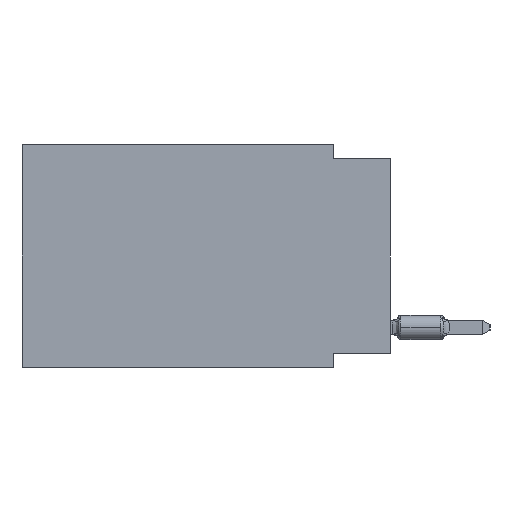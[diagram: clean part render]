
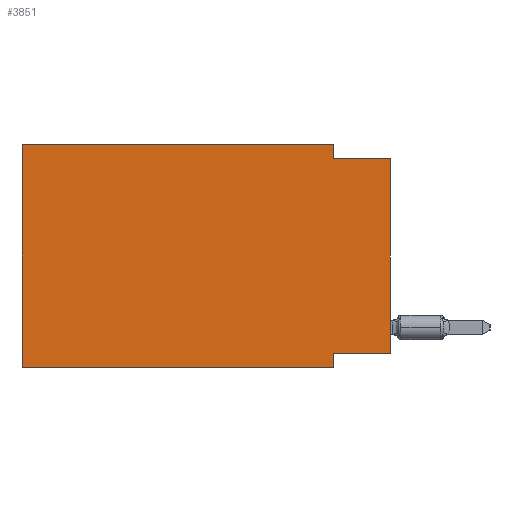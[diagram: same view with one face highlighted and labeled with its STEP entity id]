
A CAD part, left-side view. The second image highlights one B-rep face of the part: STEP entity #3851.
In plain terms, the highlighted planar face has unit normal (-1, 0, 0).
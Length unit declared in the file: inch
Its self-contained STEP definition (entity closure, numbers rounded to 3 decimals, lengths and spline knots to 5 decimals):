
#479 = ORIENTED_EDGE ( 'NONE', *, *, #15235, .F. ) ;
#807 = LINE ( 'NONE', #4698, #10997 ) ;
#873 = ORIENTED_EDGE ( 'NONE', *, *, #2413, .T. ) ;
#1458 = DIRECTION ( 'NONE',  ( 0., -1., 0. ) ) ;
#1724 = CARTESIAN_POINT ( 'NONE',  ( 0., 0.645, -0.39 ) ) ;
#1864 = CARTESIAN_POINT ( 'NONE',  ( 0., 0., -0.025 ) ) ;
#2252 = LINE ( 'NONE', #18080, #7121 ) ;
#2413 = EDGE_CURVE ( 'NONE', #6127, #25296, #13460, .T. ) ;
#2908 = ORIENTED_EDGE ( 'NONE', *, *, #11441, .F. ) ;
#3851 = ADVANCED_FACE ( 'NONE', ( #23721 ), #7090, .F. ) ;
#4698 = CARTESIAN_POINT ( 'NONE',  ( 0., 0.645, 0. ) ) ;
#4904 = DIRECTION ( 'NONE',  ( 0., 1., 0. ) ) ;
#5229 = CARTESIAN_POINT ( 'NONE',  ( 0., 0.645, 0. ) ) ;
#5674 = VERTEX_POINT ( 'NONE', #12818 ) ;
#6127 = VERTEX_POINT ( 'NONE', #13172 ) ;
#7090 = PLANE ( 'NONE',  #19233 ) ;
#7121 = VECTOR ( 'NONE', #26368, 39.37008 ) ;
#8585 = ORIENTED_EDGE ( 'NONE', *, *, #18782, .F. ) ;
#8849 = CARTESIAN_POINT ( 'NONE',  ( 0., 0.1, -0.39 ) ) ;
#10811 = CARTESIAN_POINT ( 'NONE',  ( 0., 0.1, -0.39 ) ) ;
#10971 = ORIENTED_EDGE ( 'NONE', *, *, #20694, .F. ) ;
#10997 = VECTOR ( 'NONE', #12993, 39.37008 ) ;
#11142 = DIRECTION ( 'NONE',  ( 0., 0., -1. ) ) ;
#11380 = VECTOR ( 'NONE', #1458, 39.37008 ) ;
#11441 = EDGE_CURVE ( 'NONE', #6127, #14136, #23271, .T. ) ;
#11577 = CARTESIAN_POINT ( 'NONE',  ( 0., 0.1, -0.025 ) ) ;
#11813 = DIRECTION ( 'NONE',  ( 0., 0., 1. ) ) ;
#11964 = EDGE_LOOP ( 'NONE', ( #873, #479, #19023, #10971, #8585, #14137, #25553, #2908 ) ) ;
#12818 = CARTESIAN_POINT ( 'NONE',  ( 0., 0.1, 0. ) ) ;
#12993 = DIRECTION ( 'NONE',  ( 0., -1., 0. ) ) ;
#13172 = CARTESIAN_POINT ( 'NONE',  ( 0., 0., -0.365 ) ) ;
#13457 = CARTESIAN_POINT ( 'NONE',  ( 0., 0., -0.365 ) ) ;
#13460 = LINE ( 'NONE', #19515, #15672 ) ;
#13939 = DIRECTION ( 'NONE',  ( 0., 0., -1. ) ) ;
#14136 = VERTEX_POINT ( 'NONE', #22882 ) ;
#14137 = ORIENTED_EDGE ( 'NONE', *, *, #19646, .T. ) ;
#14683 = DIRECTION ( 'NONE',  ( 0., 0., -1. ) ) ;
#15235 = EDGE_CURVE ( 'NONE', #18839, #25296, #2252, .T. ) ;
#15672 = VECTOR ( 'NONE', #21647, 39.37008 ) ;
#16443 = VERTEX_POINT ( 'NONE', #17815 ) ;
#17815 = CARTESIAN_POINT ( 'NONE',  ( 0., 0.645, -0.39 ) ) ;
#18080 = CARTESIAN_POINT ( 'NONE',  ( 0., 0., -0.025 ) ) ;
#18628 = VECTOR ( 'NONE', #11813, 39.37008 ) ;
#18782 = EDGE_CURVE ( 'NONE', #16443, #20267, #26179, .T. ) ;
#18839 = VERTEX_POINT ( 'NONE', #11577 ) ;
#19023 = ORIENTED_EDGE ( 'NONE', *, *, #23559, .F. ) ;
#19233 = AXIS2_PLACEMENT_3D ( 'NONE', #5229, #19710, #11142 ) ;
#19515 = CARTESIAN_POINT ( 'NONE',  ( 0., 0., 0. ) ) ;
#19646 = EDGE_CURVE ( 'NONE', #16443, #25025, #26240, .T. ) ;
#19710 = DIRECTION ( 'NONE',  ( 1., 0., 0. ) ) ;
#19746 = LINE ( 'NONE', #19984, #23876 ) ;
#19876 = CARTESIAN_POINT ( 'NONE',  ( 0., 0.645, 0. ) ) ;
#19984 = CARTESIAN_POINT ( 'NONE',  ( 0., 0.1, 0. ) ) ;
#20267 = VERTEX_POINT ( 'NONE', #25760 ) ;
#20694 = EDGE_CURVE ( 'NONE', #20267, #5674, #807, .T. ) ;
#20913 = VECTOR ( 'NONE', #4904, 39.37008 ) ;
#20996 = LINE ( 'NONE', #10811, #25188 ) ;
#21647 = DIRECTION ( 'NONE',  ( 0., 0., 1. ) ) ;
#22882 = CARTESIAN_POINT ( 'NONE',  ( 0., 0.1, -0.365 ) ) ;
#23271 = LINE ( 'NONE', #13457, #20913 ) ;
#23559 = EDGE_CURVE ( 'NONE', #5674, #18839, #19746, .T. ) ;
#23721 = FACE_OUTER_BOUND ( 'NONE', #11964, .T. ) ;
#23876 = VECTOR ( 'NONE', #13939, 39.37008 ) ;
#24026 = EDGE_CURVE ( 'NONE', #14136, #25025, #20996, .T. ) ;
#25025 = VERTEX_POINT ( 'NONE', #8849 ) ;
#25188 = VECTOR ( 'NONE', #14683, 39.37008 ) ;
#25296 = VERTEX_POINT ( 'NONE', #1864 ) ;
#25553 = ORIENTED_EDGE ( 'NONE', *, *, #24026, .F. ) ;
#25760 = CARTESIAN_POINT ( 'NONE',  ( 0., 0.645, 0. ) ) ;
#26179 = LINE ( 'NONE', #19876, #18628 ) ;
#26240 = LINE ( 'NONE', #1724, #11380 ) ;
#26368 = DIRECTION ( 'NONE',  ( 0., -1., 0. ) ) ;
